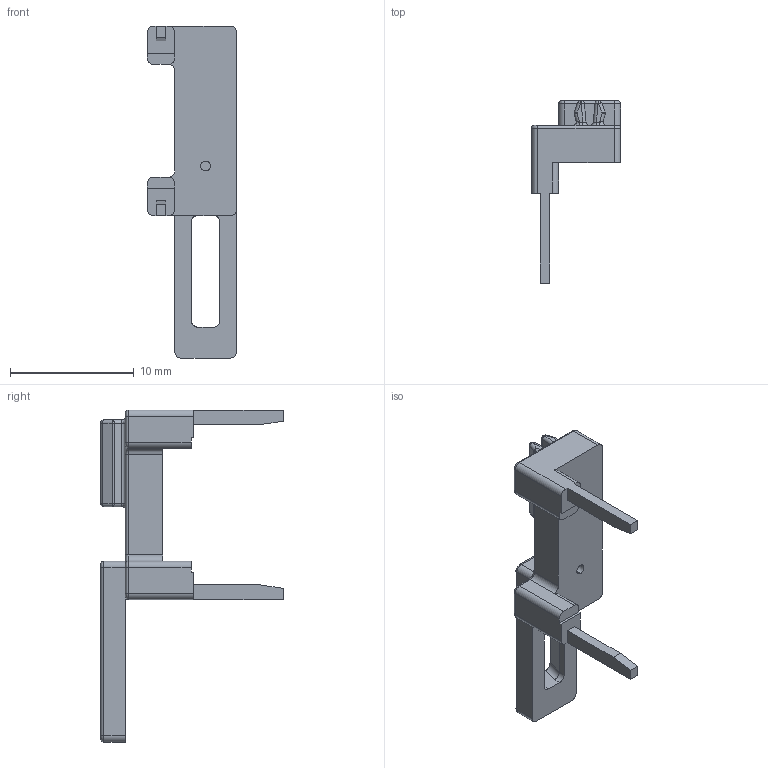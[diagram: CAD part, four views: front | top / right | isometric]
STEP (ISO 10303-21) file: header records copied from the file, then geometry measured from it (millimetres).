
FILE_DESCRIPTION((''),'2;1');
FILE_NAME('C-1860517-8','2015-02-19T',('workeradm'),('Tyco Electronics Ltd.'),'PRO/ENGINEER BY PARAMETRIC TECHNOLOGY CORPORATION, 2014090','PRO/ENGINEER BY PARAMETRIC TECHNOLOGY CORPORATION, 2014090','');
FILE_SCHEMA(('AUTOMOTIVE_DESIGN { 1 0 10303 214 1 1 1 1 }'));
Length unit declared in the file: millimetre
Products named in the file (1): C-1860517-8
Bounding box: 7.2 x 14.75 x 26.8 mm (x, y, z)
Volume: 433.9 mm3; surface area: 665.4 mm2
Topology: 1 solids, 1 shells, 153 faces, 364 edges, 216 vertices
Faces by surface type: cylinder 66, plane 52, bspline 12, sphere 12, torus 7, extrusion 4
Entity records: 5327 total; most frequent: CARTESIAN_POINT 1632, DIRECTION 747, ORIENTED_EDGE 728, EDGE_CURVE 364, AXIS2_PLACEMENT_3D 267, VERTEX_POINT 216, VECTOR 213, LINE 209
